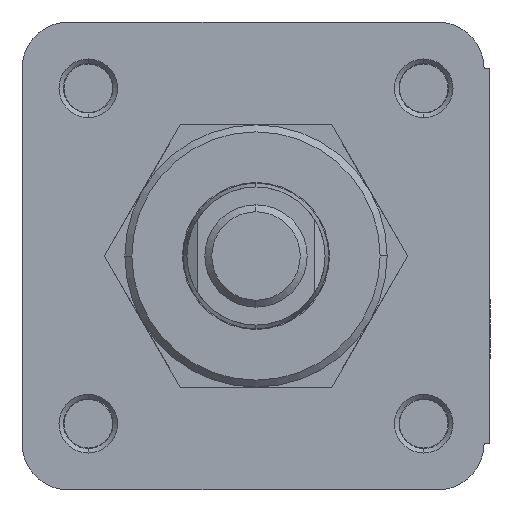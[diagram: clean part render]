
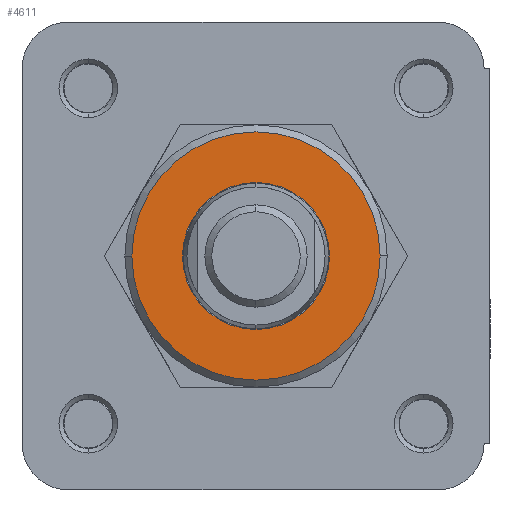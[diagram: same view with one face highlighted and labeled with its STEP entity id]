
A CAD part, left-side view. The second image highlights one B-rep face of the part: STEP entity #4611.
In plain terms, the highlighted planar face has unit normal (-1, 0, 0).
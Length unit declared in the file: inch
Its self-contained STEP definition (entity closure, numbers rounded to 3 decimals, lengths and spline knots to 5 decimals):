
#347 = CIRCLE ( 'NONE', #9768, 0.314 ) ;
#1426 = EDGE_CURVE ( 'NONE', #8752, #4299, #2955, .T. ) ;
#2274 = EDGE_CURVE ( 'NONE', #7776, #11120, #8969, .T. ) ;
#2344 = ORIENTED_EDGE ( 'NONE', *, *, #2274, .T. ) ;
#2473 = EDGE_CURVE ( 'NONE', #4299, #8752, #10049, .T. ) ;
#2682 = CARTESIAN_POINT ( 'NONE',  ( -0.615, -0.5305, 0. ) ) ;
#2768 = DIRECTION ( 'NONE',  ( 1., 0., 0. ) ) ;
#2955 = CIRCLE ( 'NONE', #12438, 0.5305 ) ;
#3157 = DIRECTION ( 'NONE',  ( 1., 0., 0. ) ) ;
#3898 = CARTESIAN_POINT ( 'NONE',  ( -0.615, 0.5305, 0. ) ) ;
#4299 = VERTEX_POINT ( 'NONE', #3898 ) ;
#4611 = ADVANCED_FACE ( 'NONE', ( #5311, #8367 ), #5123, .F. ) ;
#5123 = PLANE ( 'NONE',  #8555 ) ;
#5171 = CARTESIAN_POINT ( 'NONE',  ( -0.615, 0., 0. ) ) ;
#5311 = FACE_BOUND ( 'NONE', #8139, .T. ) ;
#5808 = DIRECTION ( 'NONE',  ( 1., 0., 0. ) ) ;
#5908 = ORIENTED_EDGE ( 'NONE', *, *, #1426, .F. ) ;
#6222 = CARTESIAN_POINT ( 'NONE',  ( -0.615, 0., 0. ) ) ;
#6340 = DIRECTION ( 'NONE',  ( 0., 0., -1. ) ) ;
#6372 = CARTESIAN_POINT ( 'NONE',  ( -0.615, 0., -0.314 ) ) ;
#7388 = DIRECTION ( 'NONE',  ( 0., 0., -1. ) ) ;
#7526 = EDGE_CURVE ( 'NONE', #11120, #7776, #347, .T. ) ;
#7776 = VERTEX_POINT ( 'NONE', #14654 ) ;
#8139 = EDGE_LOOP ( 'NONE', ( #12402, #2344 ) ) ;
#8367 = FACE_OUTER_BOUND ( 'NONE', #8428, .T. ) ;
#8428 = EDGE_LOOP ( 'NONE', ( #12065, #5908 ) ) ;
#8555 = AXIS2_PLACEMENT_3D ( 'NONE', #5171, #13164, #6340 ) ;
#8752 = VERTEX_POINT ( 'NONE', #2682 ) ;
#8969 = CIRCLE ( 'NONE', #14581, 0.314 ) ;
#9414 = AXIS2_PLACEMENT_3D ( 'NONE', #12654, #5808, #13800 ) ;
#9594 = CARTESIAN_POINT ( 'NONE',  ( -0.615, 0., 0. ) ) ;
#9768 = AXIS2_PLACEMENT_3D ( 'NONE', #6222, #14199, #7388 ) ;
#9997 = CARTESIAN_POINT ( 'NONE',  ( -0.615, 0., 0. ) ) ;
#10049 = CIRCLE ( 'NONE', #9414, 0.5305 ) ;
#10743 = DIRECTION ( 'NONE',  ( 0., 1., 0. ) ) ;
#11120 = VERTEX_POINT ( 'NONE', #6372 ) ;
#11150 = DIRECTION ( 'NONE',  ( 0., 0., -1. ) ) ;
#12065 = ORIENTED_EDGE ( 'NONE', *, *, #2473, .F. ) ;
#12402 = ORIENTED_EDGE ( 'NONE', *, *, #7526, .T. ) ;
#12438 = AXIS2_PLACEMENT_3D ( 'NONE', #9594, #2768, #10743 ) ;
#12654 = CARTESIAN_POINT ( 'NONE',  ( -0.615, 0., 0. ) ) ;
#13164 = DIRECTION ( 'NONE',  ( 1., 0., 0. ) ) ;
#13800 = DIRECTION ( 'NONE',  ( 0., 1., 0. ) ) ;
#14199 = DIRECTION ( 'NONE',  ( 1., 0., 0. ) ) ;
#14581 = AXIS2_PLACEMENT_3D ( 'NONE', #9997, #3157, #11150 ) ;
#14654 = CARTESIAN_POINT ( 'NONE',  ( -0.615, 0., 0.314 ) ) ;
